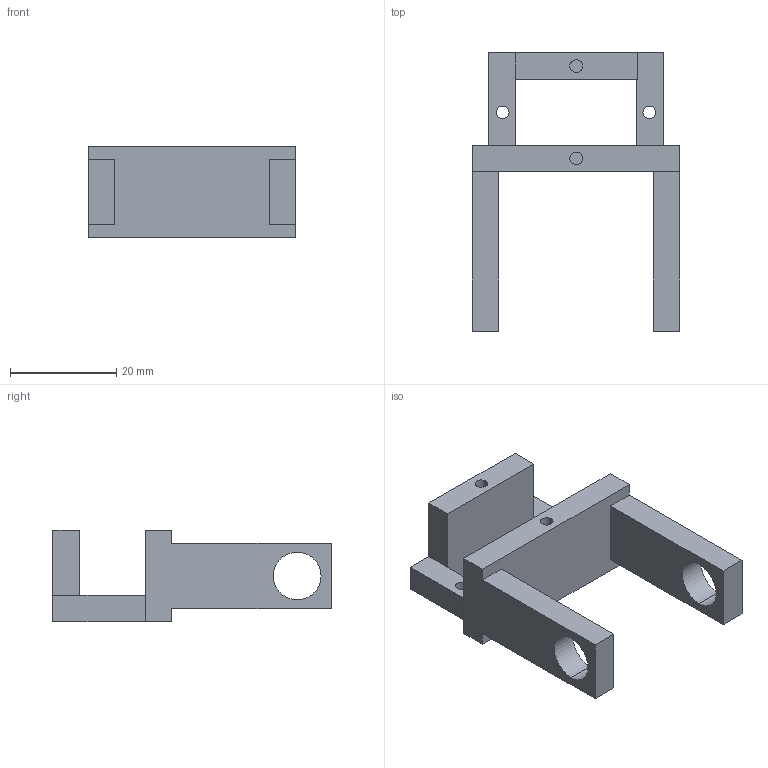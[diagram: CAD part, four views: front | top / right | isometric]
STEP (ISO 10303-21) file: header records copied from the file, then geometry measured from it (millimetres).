
FILE_DESCRIPTION (( 'STEP AP214' ), '1' );
FILE_NAME ('JointChassis.STEP', '2021-06-06T09:36:08', ( '' ), ( '' ), 'SwSTEP 2.0', 'SolidWorks 2019', '' );
FILE_SCHEMA (( 'AUTOMOTIVE_DESIGN' ));
Length unit declared in the file: millimetre
Products named in the file (1): JointChassis
Bounding box: 39.1 x 52.4 x 17.3 mm (x, y, z)
Volume: 9232.2 mm3; surface area: 5958.5 mm2
Topology: 1 solids, 1 shells, 40 faces, 110 edges, 73 vertices
Faces by surface type: plane 28, cylinder 12
Entity records: 1324 total; most frequent: CARTESIAN_POINT 224, ORIENTED_EDGE 220, DIRECTION 216, EDGE_CURVE 110, LINE 86, VECTOR 86, VERTEX_POINT 73, AXIS2_PLACEMENT_3D 65
